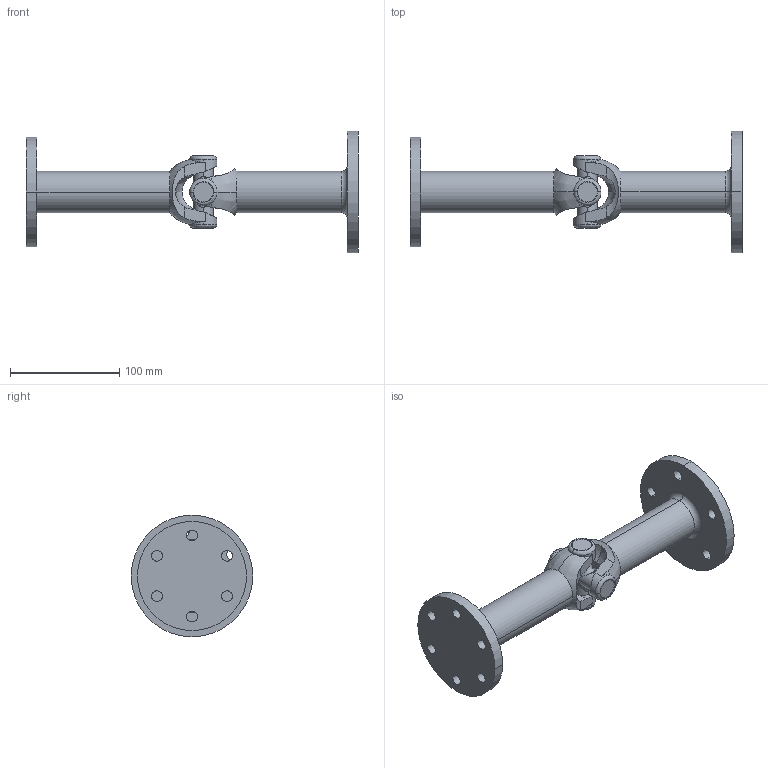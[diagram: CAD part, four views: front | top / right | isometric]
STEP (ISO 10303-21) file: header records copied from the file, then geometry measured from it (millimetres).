
FILE_DESCRIPTION( ( 'STEP Version 203' ), '1' );
FILE_NAME( 'Geom.stp', '01/11/17 12:33:32', ( 'bhargava' ), ( ' ' ), 'PSStep 17.0.49', 'DesignModeler STEP Output', ' ' );
FILE_SCHEMA( ( 'CONFIG_CONTROL_DESIGN' ) );
Length unit declared in the file: metre
Products named in the file (3): Moving Shaft; X-Joint
Bounding box: 304.22 x 111.39 x 111.39 mm (x, y, z)
Volume: 512725.8 mm3; surface area: 91662.9 mm2
Topology: 3 solids, 3 shells, 134 faces, 386 edges, 248 vertices
Faces by surface type: cylinder 82, bspline 26, plane 24, torus 2
Entity records: 6670 total; most frequent: CARTESIAN_POINT 3329, ORIENTED_EDGE 756, DIRECTION 612, EDGE_CURVE 378, AXIS2_PLACEMENT_3D 259, VERTEX_POINT 248, EDGE_LOOP 162, CIRCLE 148
